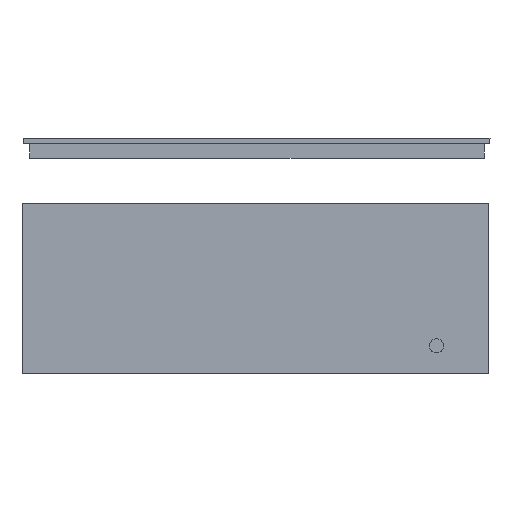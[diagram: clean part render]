
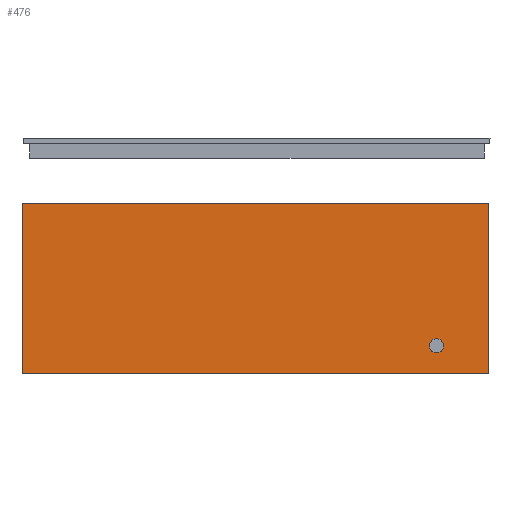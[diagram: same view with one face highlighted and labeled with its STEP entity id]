
A CAD part, front view. The second image highlights one B-rep face of the part: STEP entity #476.
In plain terms, the highlighted planar face has unit normal (0, -1, 0).
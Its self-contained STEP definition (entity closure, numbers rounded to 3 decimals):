
#20=FACE_BOUND('',#89,.T.);
#29=PLANE('',#523);
#58=FACE_OUTER_BOUND('',#88,.T.);
#88=EDGE_LOOP('',(#371,#372,#373,#374));
#89=EDGE_LOOP('',(#375));
#129=LINE('',#710,#190);
#130=LINE('',#713,#191);
#131=LINE('',#715,#192);
#132=LINE('',#716,#193);
#190=VECTOR('',#581,10.);
#191=VECTOR('',#584,10.);
#192=VECTOR('',#585,10.);
#193=VECTOR('',#586,10.);
#235=CIRCLE('',#515,2.5);
#237=VERTEX_POINT('',#672);
#248=VERTEX_POINT('',#704);
#250=VERTEX_POINT('',#708);
#251=VERTEX_POINT('',#712);
#252=VERTEX_POINT('',#714);
#279=EDGE_CURVE('',#237,#237,#235,.T.);
#297=EDGE_CURVE('',#248,#250,#129,.T.);
#298=EDGE_CURVE('',#248,#251,#130,.T.);
#299=EDGE_CURVE('',#252,#250,#131,.T.);
#300=EDGE_CURVE('',#251,#252,#132,.T.);
#371=ORIENTED_EDGE('',*,*,#298,.F.);
#372=ORIENTED_EDGE('',*,*,#297,.T.);
#373=ORIENTED_EDGE('',*,*,#299,.F.);
#374=ORIENTED_EDGE('',*,*,#300,.F.);
#375=ORIENTED_EDGE('',*,*,#279,.T.);
#476=ADVANCED_FACE('',(#58,#20),#29,.T.);
#515=AXIS2_PLACEMENT_3D('',#673,#549,#550);
#523=AXIS2_PLACEMENT_3D('',#711,#582,#583);
#549=DIRECTION('center_axis',(0.,1.,0.));
#550=DIRECTION('ref_axis',(1.,0.,0.));
#581=DIRECTION('',(0.,0.,1.));
#582=DIRECTION('center_axis',(0.,-1.,0.));
#583=DIRECTION('ref_axis',(1.,0.,0.));
#584=DIRECTION('',(-1.,0.,0.));
#585=DIRECTION('',(1.,0.,0.));
#586=DIRECTION('',(0.,0.,1.));
#672=CARTESIAN_POINT('',(61.355,-62.,9.878));
#673=CARTESIAN_POINT('Origin',(63.855,-62.,9.878));
#704=CARTESIAN_POINT('',(82.,-62.,0.));
#708=CARTESIAN_POINT('',(82.,-62.,60.));
#710=CARTESIAN_POINT('',(82.,-62.,0.));
#711=CARTESIAN_POINT('Origin',(-82.,-62.,0.));
#712=CARTESIAN_POINT('',(-82.,-62.,0.));
#713=CARTESIAN_POINT('',(82.,-62.,0.));
#714=CARTESIAN_POINT('',(-82.,-62.,60.));
#715=CARTESIAN_POINT('',(82.,-62.,60.));
#716=CARTESIAN_POINT('',(-82.,-62.,0.));
